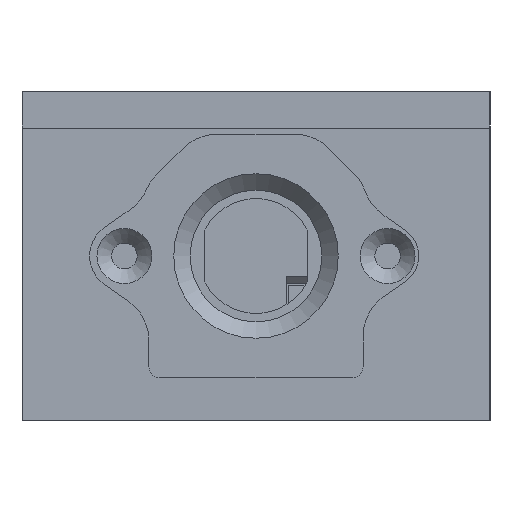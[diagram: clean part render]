
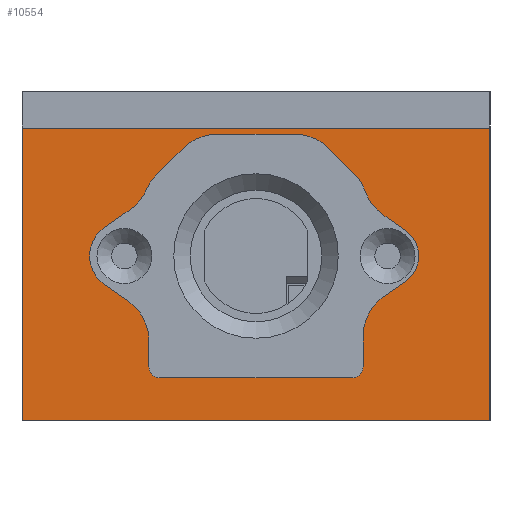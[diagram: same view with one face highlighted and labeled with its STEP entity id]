
A CAD part, left-side view. The second image highlights one B-rep face of the part: STEP entity #10554.
In plain terms, the highlighted planar face has unit normal (-1, 0, 0).
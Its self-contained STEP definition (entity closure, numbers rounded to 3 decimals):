
#567=FACE_BOUND('',#1753,.T.);
#568=FACE_BOUND('',#1754,.T.);
#569=FACE_BOUND('',#1755,.T.);
#631=CIRCLE('',#11066,2.35);
#633=CIRCLE('',#11075,2.35);
#1137=FACE_OUTER_BOUND('',#1752,.T.);
#1752=EDGE_LOOP('',(#8589,#8590,#8591,#8592));
#1753=EDGE_LOOP('',(#8593));
#1754=EDGE_LOOP('',(#8594,#8595,#8596,#8597,#8598,#8599));
#1755=EDGE_LOOP('',(#8600));
#2102=LINE('',#14009,#3193);
#2514=LINE('',#17188,#3605);
#2655=LINE('',#17502,#3746);
#2658=LINE('',#17508,#3749);
#2661=LINE('',#17514,#3752);
#2664=LINE('',#17520,#3755);
#2667=LINE('',#17526,#3758);
#2670=LINE('',#17530,#3761);
#2683=LINE('',#17615,#3774);
#2684=LINE('',#17617,#3775);
#3193=VECTOR('',#11595,10.);
#3605=VECTOR('',#12269,10.);
#3746=VECTOR('',#12540,10.);
#3749=VECTOR('',#12545,10.);
#3752=VECTOR('',#12550,10.);
#3755=VECTOR('',#12555,10.);
#3758=VECTOR('',#12560,10.);
#3761=VECTOR('',#12565,10.);
#3774=VECTOR('',#12684,10.);
#3775=VECTOR('',#12687,10.);
#4275=VERTEX_POINT('',#14006);
#4276=VERTEX_POINT('',#14008);
#4706=VERTEX_POINT('',#17187);
#4797=VERTEX_POINT('',#17490);
#4801=VERTEX_POINT('',#17499);
#4802=VERTEX_POINT('',#17501);
#4804=VERTEX_POINT('',#17507);
#4806=VERTEX_POINT('',#17513);
#4808=VERTEX_POINT('',#17519);
#4810=VERTEX_POINT('',#17525);
#4811=VERTEX_POINT('',#17532);
#4823=VERTEX_POINT('',#17613);
#5305=EDGE_CURVE('',#4275,#4276,#2102,.T.);
#5953=EDGE_CURVE('',#4706,#4276,#2514,.T.);
#6098=EDGE_CURVE('',#4797,#4797,#631,.T.);
#6103=EDGE_CURVE('',#4802,#4801,#2655,.T.);
#6106=EDGE_CURVE('',#4804,#4802,#2658,.T.);
#6109=EDGE_CURVE('',#4806,#4804,#2661,.T.);
#6112=EDGE_CURVE('',#4808,#4806,#2664,.T.);
#6115=EDGE_CURVE('',#4810,#4808,#2667,.T.);
#6118=EDGE_CURVE('',#4801,#4810,#2670,.T.);
#6119=EDGE_CURVE('',#4811,#4811,#633,.T.);
#6153=EDGE_CURVE('',#4823,#4275,#2683,.T.);
#6154=EDGE_CURVE('',#4706,#4823,#2684,.T.);
#8589=ORIENTED_EDGE('',*,*,#6153,.F.);
#8590=ORIENTED_EDGE('',*,*,#6154,.F.);
#8591=ORIENTED_EDGE('',*,*,#5953,.T.);
#8592=ORIENTED_EDGE('',*,*,#5305,.F.);
#8593=ORIENTED_EDGE('',*,*,#6098,.T.);
#8594=ORIENTED_EDGE('',*,*,#6112,.T.);
#8595=ORIENTED_EDGE('',*,*,#6109,.T.);
#8596=ORIENTED_EDGE('',*,*,#6106,.T.);
#8597=ORIENTED_EDGE('',*,*,#6103,.T.);
#8598=ORIENTED_EDGE('',*,*,#6118,.T.);
#8599=ORIENTED_EDGE('',*,*,#6115,.T.);
#8600=ORIENTED_EDGE('',*,*,#6119,.T.);
#10054=PLANE('',#11127);
#10554=ADVANCED_FACE('',(#1137,#567,#568,#569),#10054,.T.);
#11066=AXIS2_PLACEMENT_3D('',#17491,#12531,#12532);
#11075=AXIS2_PLACEMENT_3D('',#17533,#12568,#12569);
#11127=AXIS2_PLACEMENT_3D('',#17616,#12685,#12686);
#11595=DIRECTION('',(0.,-1.,0.));
#12269=DIRECTION('',(0.,0.,1.));
#12531=DIRECTION('center_axis',(1.,0.,0.));
#12532=DIRECTION('ref_axis',(0.,-1.,0.));
#12540=DIRECTION('',(0.,0.,-1.));
#12545=DIRECTION('',(0.,-0.707,-0.707));
#12550=DIRECTION('',(0.,-1.,0.));
#12555=DIRECTION('',(0.,-0.707,0.707));
#12560=DIRECTION('',(0.,0.,1.));
#12565=DIRECTION('',(0.,1.,0.));
#12568=DIRECTION('center_axis',(1.,0.,0.));
#12569=DIRECTION('ref_axis',(0.,-1.,0.));
#12684=DIRECTION('',(0.,0.,1.));
#12685=DIRECTION('center_axis',(-1.,0.,0.));
#12686=DIRECTION('ref_axis',(0.,1.,0.));
#12687=DIRECTION('',(0.,1.,0.));
#14006=CARTESIAN_POINT('',(-139.,32.,35.));
#14008=CARTESIAN_POINT('',(-139.,-32.,35.));
#14009=CARTESIAN_POINT('',(-139.,32.,35.));
#17187=CARTESIAN_POINT('',(-139.,-32.,-5.));
#17188=CARTESIAN_POINT('',(-139.,-32.,0.));
#17490=CARTESIAN_POINT('',(-139.,20.35,17.5));
#17491=CARTESIAN_POINT('Origin',(-139.,18.,17.5));
#17499=CARTESIAN_POINT('',(-139.,-13.65,1.85));
#17501=CARTESIAN_POINT('',(-139.,-13.65,27.15));
#17502=CARTESIAN_POINT('',(-139.,-13.65,13.575));
#17507=CARTESIAN_POINT('',(-139.,-7.65,33.15));
#17508=CARTESIAN_POINT('',(-139.,-22.025,18.775));
#17513=CARTESIAN_POINT('',(-139.,7.65,33.15));
#17514=CARTESIAN_POINT('',(-139.,-12.175,33.15));
#17519=CARTESIAN_POINT('',(-139.,13.65,27.15));
#17520=CARTESIAN_POINT('',(-139.,9.025,31.775));
#17525=CARTESIAN_POINT('',(-139.,13.65,1.85));
#17526=CARTESIAN_POINT('',(-139.,13.65,0.925));
#17530=CARTESIAN_POINT('',(-139.,-22.825,1.85));
#17532=CARTESIAN_POINT('',(-139.,-15.65,17.5));
#17533=CARTESIAN_POINT('Origin',(-139.,-18.,17.5));
#17613=CARTESIAN_POINT('',(-139.,32.,-5.));
#17615=CARTESIAN_POINT('',(-139.,32.,0.));
#17616=CARTESIAN_POINT('Origin',(-139.,-32.,0.));
#17617=CARTESIAN_POINT('',(-139.,32.,-5.));
